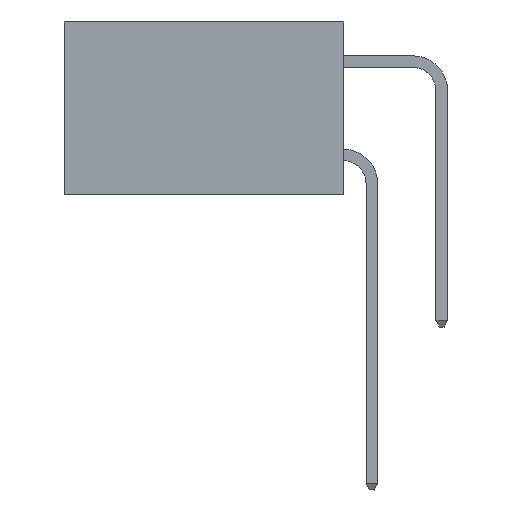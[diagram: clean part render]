
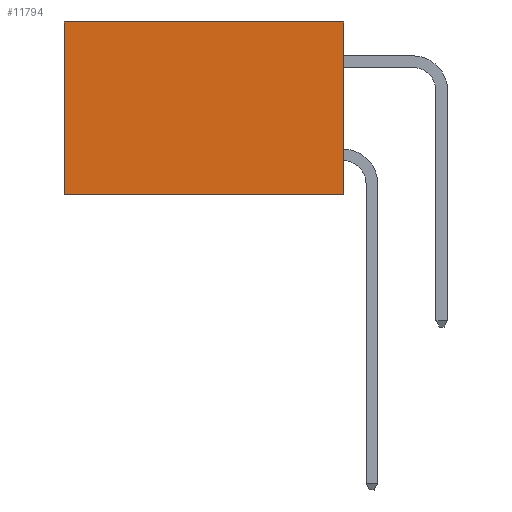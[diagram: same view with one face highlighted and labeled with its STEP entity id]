
A CAD part, left-side view. The second image highlights one B-rep face of the part: STEP entity #11794.
In plain terms, the highlighted planar face has unit normal (-1, 0, 0).
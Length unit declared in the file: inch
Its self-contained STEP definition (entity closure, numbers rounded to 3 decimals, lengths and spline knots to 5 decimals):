
#154 = CARTESIAN_POINT ( 'NONE',  ( 0.298, 0., 0. ) ) ;
#212 = DIRECTION ( 'NONE',  ( 0., 0., -1. ) ) ;
#895 = EDGE_CURVE ( 'NONE', #4482, #14589, #7210, .T. ) ;
#1472 = ORIENTED_EDGE ( 'NONE', *, *, #3972, .F. ) ;
#1589 = DIRECTION ( 'NONE',  ( 0., 0., -1. ) ) ;
#2066 = VECTOR ( 'NONE', #11669, 39.37008 ) ;
#2193 = VECTOR ( 'NONE', #11706, 39.37008 ) ;
#2518 = EDGE_CURVE ( 'NONE', #14983, #14589, #14374, .T. ) ;
#2669 = ORIENTED_EDGE ( 'NONE', *, *, #6100, .T. ) ;
#2889 = EDGE_LOOP ( 'NONE', ( #14100, #12460, #1472, #2669 ) ) ;
#3972 = EDGE_CURVE ( 'NONE', #11187, #14983, #14682, .T. ) ;
#4482 = VERTEX_POINT ( 'NONE', #9632 ) ;
#4975 = CARTESIAN_POINT ( 'NONE',  ( 0.298, 0.6, -0.37 ) ) ;
#5508 = LINE ( 'NONE', #12105, #2193 ) ;
#6100 = EDGE_CURVE ( 'NONE', #11187, #4482, #5508, .T. ) ;
#6816 = VECTOR ( 'NONE', #1589, 39.37008 ) ;
#7210 = LINE ( 'NONE', #10752, #6816 ) ;
#7583 = DIRECTION ( 'NONE',  ( 1., 0., 0. ) ) ;
#9632 = CARTESIAN_POINT ( 'NONE',  ( 0.298, 0.6, 0. ) ) ;
#10091 = CARTESIAN_POINT ( 'NONE',  ( 0.298, 0., 0. ) ) ;
#10752 = CARTESIAN_POINT ( 'NONE',  ( 0.298, 0.6, 0. ) ) ;
#10856 = CARTESIAN_POINT ( 'NONE',  ( 0.298, 0., -0.37 ) ) ;
#10883 = DIRECTION ( 'NONE',  ( 0., 1., 0. ) ) ;
#11187 = VERTEX_POINT ( 'NONE', #10091 ) ;
#11222 = VECTOR ( 'NONE', #10883, 39.37008 ) ;
#11669 = DIRECTION ( 'NONE',  ( 0., 0., -1. ) ) ;
#11706 = DIRECTION ( 'NONE',  ( 0., 1., 0. ) ) ;
#11794 = ADVANCED_FACE ( 'NONE', ( #12782 ), #14520, .F. ) ;
#12105 = CARTESIAN_POINT ( 'NONE',  ( 0.298, 0., 0. ) ) ;
#12460 = ORIENTED_EDGE ( 'NONE', *, *, #2518, .F. ) ;
#12782 = FACE_OUTER_BOUND ( 'NONE', #2889, .T. ) ;
#13012 = CARTESIAN_POINT ( 'NONE',  ( 0.298, 0., -0.37 ) ) ;
#13710 = AXIS2_PLACEMENT_3D ( 'NONE', #154, #7583, #212 ) ;
#14100 = ORIENTED_EDGE ( 'NONE', *, *, #895, .T. ) ;
#14374 = LINE ( 'NONE', #10856, #11222 ) ;
#14520 = PLANE ( 'NONE',  #13710 ) ;
#14589 = VERTEX_POINT ( 'NONE', #4975 ) ;
#14682 = LINE ( 'NONE', #14907, #2066 ) ;
#14907 = CARTESIAN_POINT ( 'NONE',  ( 0.298, 0., 0. ) ) ;
#14983 = VERTEX_POINT ( 'NONE', #13012 ) ;
